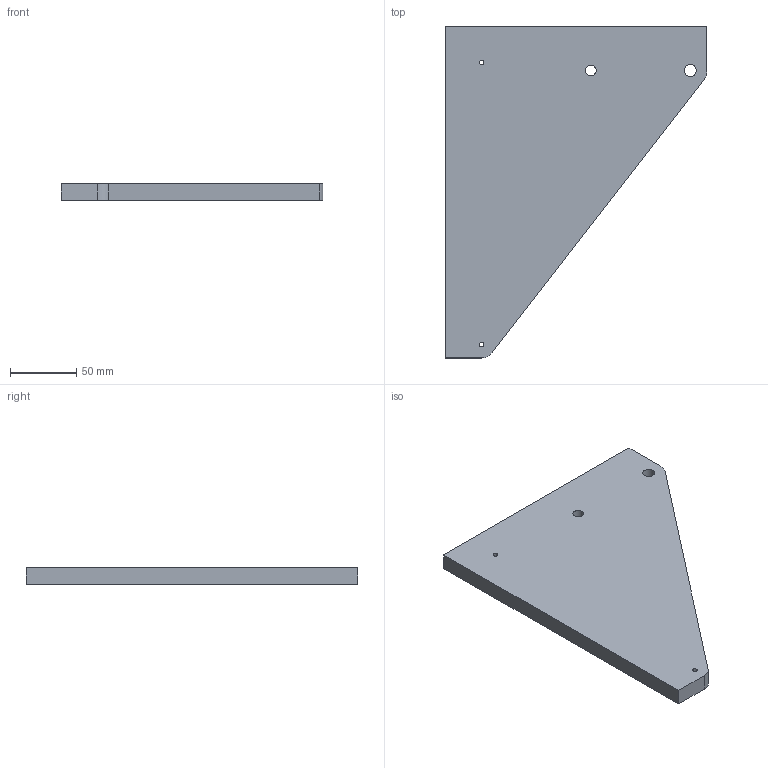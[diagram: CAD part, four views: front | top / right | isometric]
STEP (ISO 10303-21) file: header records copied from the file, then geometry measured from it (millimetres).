
FILE_DESCRIPTION((''),'2;1');
FILE_NAME('side support1.ipt.step','2013-10-18T14:31:56',(''),(''),'Autodesk Inventor 2013','Autodesk Inventor 2013','');
FILE_SCHEMA(('AUTOMOTIVE_DESIGN { 1 0 10303 214 1 1 1 1 }'));
Length unit declared in the file: inch
Products named in the file (1): side support1
Bounding box: 197.23 x 250 x 12.5 mm (x, y, z)
Volume: 394756.8 mm3; surface area: 74330.4 mm2
Topology: 1 solids, 1 shells, 19 faces, 42 edges, 28 vertices
Faces by surface type: plane 10, cylinder 9
Full cylindrical faces by diameter (mm): 3.404 x2, 6.502 x2, 8.1 x1, 8.992 x1, 18.009 x1
Entity records: 543 total; most frequent: DIRECTION 93, CARTESIAN_POINT 83, ORIENTED_EDGE 70, AXIS2_PLACEMENT_3D 38, EDGE_LOOP 37, EDGE_CURVE 35, VERTEX_POINT 28, FACE_OUTER_BOUND 19
